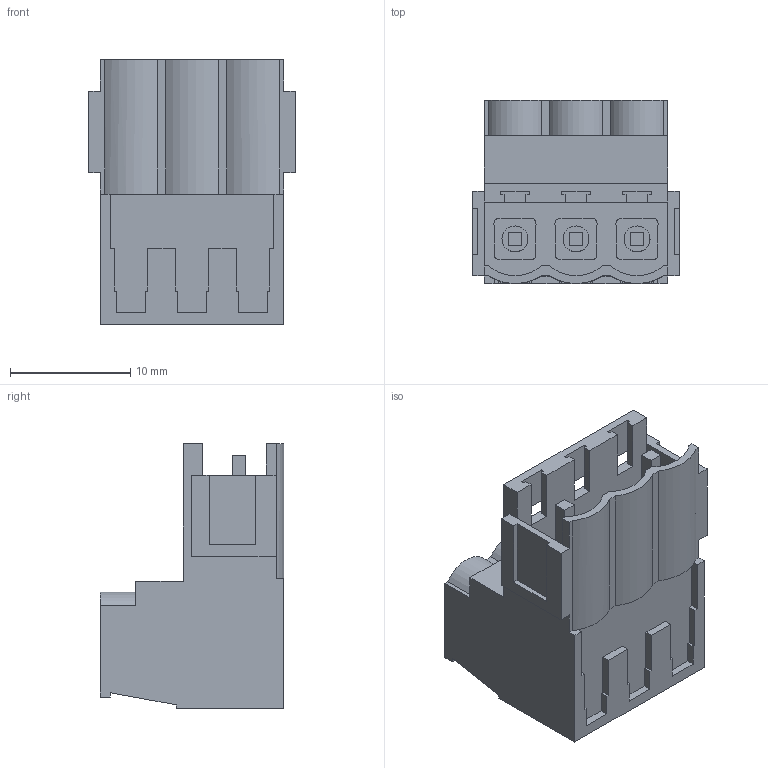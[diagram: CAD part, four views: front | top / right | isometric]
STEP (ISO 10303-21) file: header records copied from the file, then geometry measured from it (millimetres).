
FILE_DESCRIPTION(('CATIA V5 STEP Exchange','CAx-IF Rec.Pracs.--- Model Styling and Organization---1.4--- 2014-01-23'),'2;1');
FILE_NAME ('D1494151_1_2759180000_2759180000.stp','2021-07-21T12:58:36+00:00',('none'),('Weidmueller'),'CATIA Version 5-6 Release 2016 SP3 HF44','CATIA V5 STEP AP214','none');
FILE_SCHEMA(('AUTOMOTIVE_DESIGN { 1 0 10303 214 1 1 1 1 }'));
Length unit declared in the file: millimetre
Products named in the file (1): 2759180000
Bounding box: 17.2 x 15.3 x 22.05 mm (x, y, z)
Volume: 2655.9 mm3; surface area: 2636.4 mm2
Topology: 5 solids, 5 shells, 236 faces, 640 edges, 426 vertices
Faces by surface type: plane 187, cylinder 37, extrusion 12
Entity records: 7784 total; most frequent: CARTESIAN_POINT 1731, ORIENTED_EDGE 1280, DIRECTION 1022, EDGE_CURVE 640, VECTOR 544, LINE 532, VERTEX_POINT 426, AXIS2_PLACEMENT_3D 278
